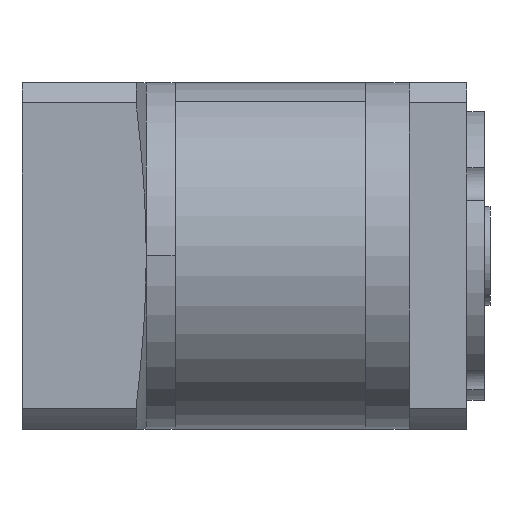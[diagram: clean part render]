
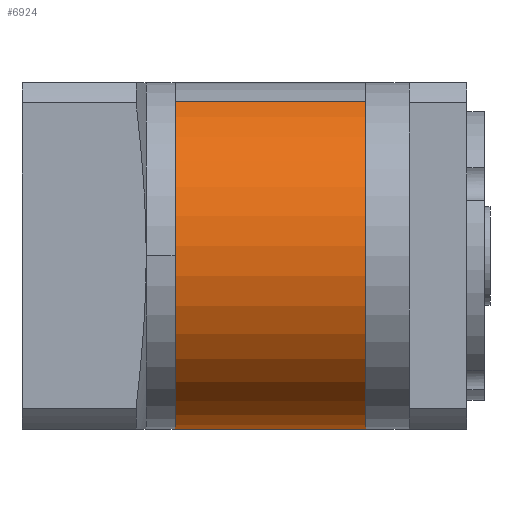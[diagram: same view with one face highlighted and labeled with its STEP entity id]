
A CAD part, top view. The second image highlights one B-rep face of the part: STEP entity #6924.
In plain terms, the highlighted cylindrical face has radius 30 mm (diameter 60 mm), a partial arc.
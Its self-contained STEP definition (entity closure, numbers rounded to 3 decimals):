
#32 = VERTEX_POINT ( 'NONE', #6622 ) ;
#379 = EDGE_CURVE ( 'NONE', #1020, #32, #4044, .T. ) ;
#384 = LINE ( 'NONE', #4765, #2171 ) ;
#861 = VERTEX_POINT ( 'NONE', #2888 ) ;
#878 = VERTEX_POINT ( 'NONE', #4080 ) ;
#1020 = VERTEX_POINT ( 'NONE', #5454 ) ;
#1147 = CARTESIAN_POINT ( 'NONE',  ( 0., 33., -30. ) ) ;
#1745 = DIRECTION ( 'NONE',  ( 0., -1., 0. ) ) ;
#1747 = CARTESIAN_POINT ( 'NONE',  ( 0., 0., 0. ) ) ;
#1774 = DIRECTION ( 'NONE',  ( 0., -1., 0. ) ) ;
#1899 = CARTESIAN_POINT ( 'NONE',  ( 0., 33., 0. ) ) ;
#2171 = VECTOR ( 'NONE', #1774, 1000. ) ;
#2361 = DIRECTION ( 'NONE',  ( 0., 0., 1. ) ) ;
#2405 = ORIENTED_EDGE ( 'NONE', *, *, #379, .F. ) ;
#2498 = DIRECTION ( 'NONE',  ( 0., 0., 1. ) ) ;
#2888 = CARTESIAN_POINT ( 'NONE',  ( 0., 0., 30. ) ) ;
#2897 = ORIENTED_EDGE ( 'NONE', *, *, #4577, .T. ) ;
#3074 = AXIS2_PLACEMENT_3D ( 'NONE', #1747, #5951, #2361 ) ;
#3465 = ORIENTED_EDGE ( 'NONE', *, *, #4276, .T. ) ;
#3741 = LINE ( 'NONE', #1147, #5164 ) ;
#4044 = CIRCLE ( 'NONE', #5204, 30. ) ;
#4080 = CARTESIAN_POINT ( 'NONE',  ( 0., 0., -30. ) ) ;
#4105 = ORIENTED_EDGE ( 'NONE', *, *, #4327, .F. ) ;
#4276 = EDGE_CURVE ( 'NONE', #1020, #878, #3741, .T. ) ;
#4299 = CARTESIAN_POINT ( 'NONE',  ( 0., 33., 0. ) ) ;
#4327 = EDGE_CURVE ( 'NONE', #32, #861, #384, .T. ) ;
#4577 = EDGE_CURVE ( 'NONE', #878, #861, #4935, .T. ) ;
#4765 = CARTESIAN_POINT ( 'NONE',  ( 0., 33., 30. ) ) ;
#4913 = DIRECTION ( 'NONE',  ( 0., -1., 0. ) ) ;
#4935 = CIRCLE ( 'NONE', #3074, 30. ) ;
#5013 = EDGE_LOOP ( 'NONE', ( #4105, #2405, #3465, #2897 ) ) ;
#5164 = VECTOR ( 'NONE', #1745, 1000. ) ;
#5204 = AXIS2_PLACEMENT_3D ( 'NONE', #1899, #6087, #2498 ) ;
#5454 = CARTESIAN_POINT ( 'NONE',  ( 0., 33., -30. ) ) ;
#5951 = DIRECTION ( 'NONE',  ( 0., 1., 0. ) ) ;
#6087 = DIRECTION ( 'NONE',  ( 0., 1., 0. ) ) ;
#6622 = CARTESIAN_POINT ( 'NONE',  ( 0., 33., 30. ) ) ;
#6803 = AXIS2_PLACEMENT_3D ( 'NONE', #4299, #4913, #7285 ) ;
#6924 = ADVANCED_FACE ( 'NONE', ( #7233 ), #7035, .T. ) ;
#7035 = CYLINDRICAL_SURFACE ( 'NONE', #6803, 30. ) ;
#7233 = FACE_OUTER_BOUND ( 'NONE', #5013, .T. ) ;
#7285 = DIRECTION ( 'NONE',  ( 0., 0., -1. ) ) ;
